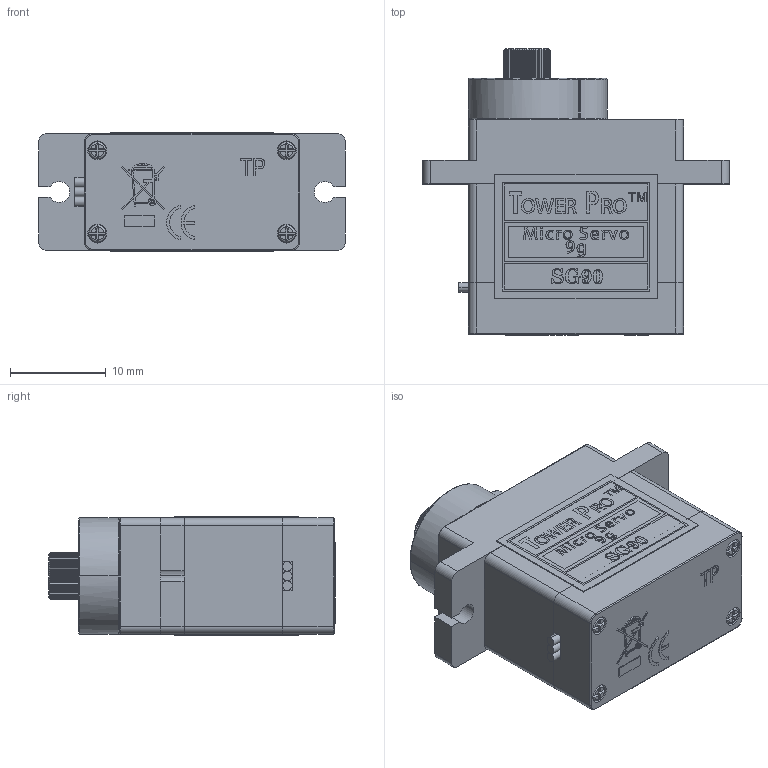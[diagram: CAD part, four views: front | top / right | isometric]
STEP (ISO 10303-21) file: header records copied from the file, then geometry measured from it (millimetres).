
FILE_DESCRIPTION (( 'STEP AP203' ), '1' );
FILE_NAME ('SG90 - Micro Servo 9g - Tower Pro.1_Pe_X_87a_默认_sldprt.STEP', '2022-12-01T14:36:03', ( '' ), ( '' ), 'SwSTEP 2.0', 'SolidWorks 2021', '' );
FILE_SCHEMA (( 'CONFIG_CONTROL_DESIGN' ));
Length unit declared in the file: millimetre
Products named in the file (1): SG90 - Micro Servo 9g - Tower Pro.1_Pe_X_87a_默认_sldprt
Bounding box: 32.1 x 29.95 x 12.4 mm (x, y, z)
Volume: 7045 mm3; surface area: 4939 mm2
Topology: 13 solids, 13 shells, 644 faces, 2243 edges, 1735 vertices
Faces by surface type: plane 433, cylinder 150, torus 34, bspline 23, sphere 2, cone 2
Entity records: 31319 total; most frequent: CARTESIAN_POINT 12224, ORIENTED_EDGE 4482, DIRECTION 3246, EDGE_CURVE 2241, VERTEX_POINT 1735, VECTOR 1268, LINE 1268, AXIS2_PLACEMENT_3D 989
